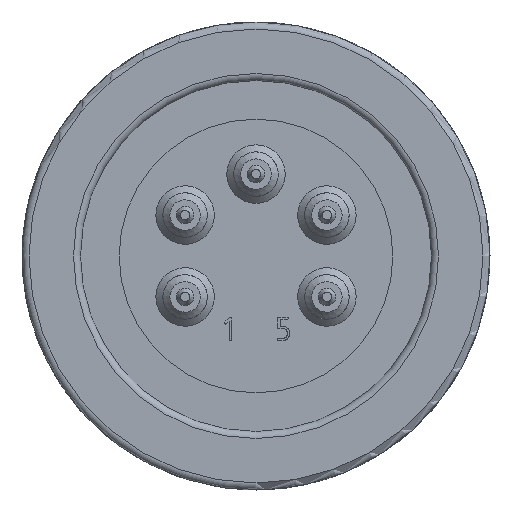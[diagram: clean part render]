
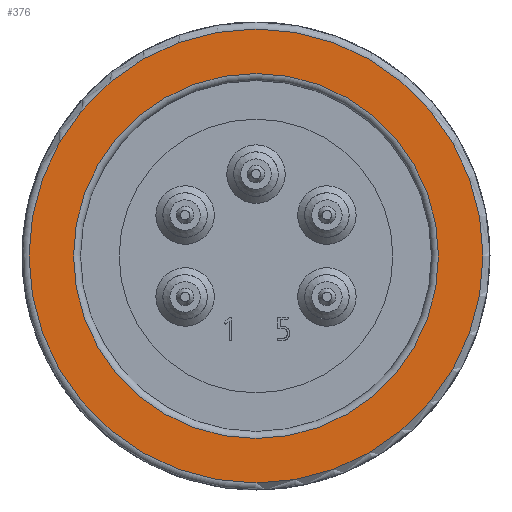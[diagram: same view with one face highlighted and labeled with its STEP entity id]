
A CAD part, left-side view. The second image highlights one B-rep face of the part: STEP entity #376.
In plain terms, the highlighted planar face has unit normal (-1, 0, 0).
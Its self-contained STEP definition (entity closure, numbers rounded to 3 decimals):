
#206=FACE_BOUND('',#635,.T.);
#207=FACE_BOUND('',#636,.T.);
#376=ADVANCED_FACE('',(#206,#207),#496,.T.);
#496=PLANE('',#1987);
#635=EDGE_LOOP('',(#1082));
#636=EDGE_LOOP('',(#1083));
#860=CIRCLE('',#1985,9.7);
#861=CIRCLE('',#1986,7.8);
#1082=ORIENTED_EDGE('',*,*,#1660,.T.);
#1083=ORIENTED_EDGE('',*,*,#1661,.T.);
#1464=VERTEX_POINT('',#2990);
#1465=VERTEX_POINT('',#2992);
#1660=EDGE_CURVE('',#1464,#1464,#860,.T.);
#1661=EDGE_CURVE('',#1465,#1465,#861,.T.);
#1985=AXIS2_PLACEMENT_3D('',#2989,#2338,#2339);
#1986=AXIS2_PLACEMENT_3D('',#2991,#2340,#2341);
#1987=AXIS2_PLACEMENT_3D('',#2993,#2342,#2343);
#2338=DIRECTION('',(-1.,0.,0.));
#2339=DIRECTION('',(0.,0.,1.));
#2340=DIRECTION('',(1.,0.,0.));
#2341=DIRECTION('',(0.,0.,1.));
#2342=DIRECTION('',(-1.,0.,0.));
#2343=DIRECTION('',(0.,0.,1.));
#2989=CARTESIAN_POINT('',(0.,0.,0.));
#2990=CARTESIAN_POINT('',(0.,0.,9.7));
#2991=CARTESIAN_POINT('',(0.,0.,0.));
#2992=CARTESIAN_POINT('',(0.,0.,7.8));
#2993=CARTESIAN_POINT('',(0.,0.,0.));
